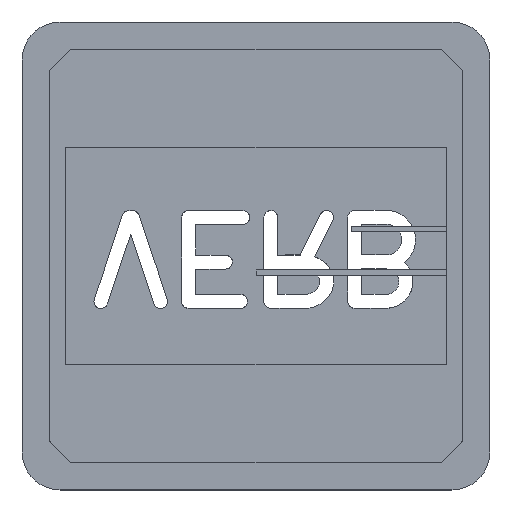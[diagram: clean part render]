
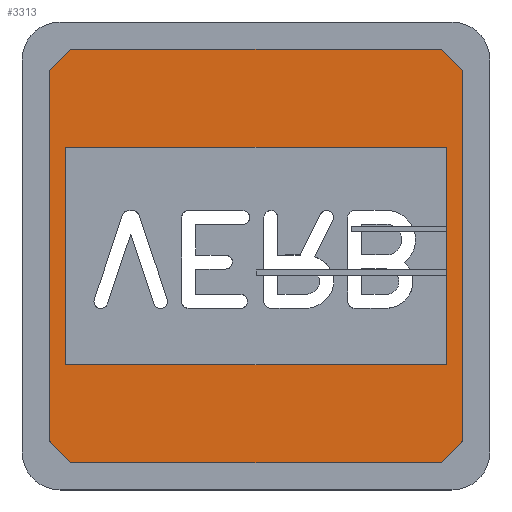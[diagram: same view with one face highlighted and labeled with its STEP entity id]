
A CAD part, top view. The second image highlights one B-rep face of the part: STEP entity #3313.
In plain terms, the highlighted planar face has unit normal (0, 0, 1).
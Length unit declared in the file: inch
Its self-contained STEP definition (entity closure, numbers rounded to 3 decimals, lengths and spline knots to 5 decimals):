
#129=FACE_BOUND('',#640,.T.);
#458=FACE_OUTER_BOUND('',#639,.T.);
#639=EDGE_LOOP('',(#2945,#2946,#2947,#2948,#2949,#2950,#2951,#2952));
#640=EDGE_LOOP('',(#2953,#2954,#2955,#2956));
#901=LINE('',#6129,#1205);
#904=LINE('',#6134,#1208);
#919=LINE('',#6170,#1223);
#922=LINE('',#6175,#1226);
#924=LINE('',#6179,#1228);
#926=LINE('',#6183,#1230);
#927=LINE('',#6186,#1231);
#929=LINE('',#6189,#1233);
#930=LINE('',#6192,#1234);
#932=LINE('',#6196,#1236);
#934=LINE('',#6200,#1238);
#936=LINE('',#6203,#1240);
#1205=VECTOR('',#3834,0.3937);
#1208=VECTOR('',#3839,0.3937);
#1223=VECTOR('',#3870,0.3937);
#1226=VECTOR('',#3875,0.3937);
#1228=VECTOR('',#3879,0.3937);
#1230=VECTOR('',#3883,0.3937);
#1231=VECTOR('',#3886,0.3937);
#1233=VECTOR('',#3890,0.3937);
#1234=VECTOR('',#3893,0.3937);
#1236=VECTOR('',#3897,0.3937);
#1238=VECTOR('',#3901,0.3937);
#1240=VECTOR('',#3905,0.3937);
#1534=VERTEX_POINT('',#6126);
#1535=VERTEX_POINT('',#6128);
#1536=VERTEX_POINT('',#6132);
#1548=VERTEX_POINT('',#6167);
#1549=VERTEX_POINT('',#6169);
#1550=VERTEX_POINT('',#6173);
#1551=VERTEX_POINT('',#6177);
#1552=VERTEX_POINT('',#6181);
#1553=VERTEX_POINT('',#6185);
#1554=VERTEX_POINT('',#6191);
#1555=VERTEX_POINT('',#6195);
#1556=VERTEX_POINT('',#6199);
#1993=EDGE_CURVE('',#1535,#1534,#901,.T.);
#1996=EDGE_CURVE('',#1534,#1536,#904,.T.);
#2013=EDGE_CURVE('',#1549,#1548,#919,.T.);
#2016=EDGE_CURVE('',#1548,#1550,#922,.T.);
#2018=EDGE_CURVE('',#1550,#1551,#924,.T.);
#2020=EDGE_CURVE('',#1551,#1552,#926,.T.);
#2021=EDGE_CURVE('',#1553,#1535,#927,.T.);
#2023=EDGE_CURVE('',#1536,#1553,#929,.T.);
#2024=EDGE_CURVE('',#1554,#1549,#930,.T.);
#2026=EDGE_CURVE('',#1555,#1554,#932,.T.);
#2028=EDGE_CURVE('',#1556,#1555,#934,.T.);
#2030=EDGE_CURVE('',#1552,#1556,#936,.T.);
#2945=ORIENTED_EDGE('',*,*,#2030,.T.);
#2946=ORIENTED_EDGE('',*,*,#2028,.T.);
#2947=ORIENTED_EDGE('',*,*,#2026,.T.);
#2948=ORIENTED_EDGE('',*,*,#2024,.T.);
#2949=ORIENTED_EDGE('',*,*,#2013,.T.);
#2950=ORIENTED_EDGE('',*,*,#2016,.T.);
#2951=ORIENTED_EDGE('',*,*,#2018,.T.);
#2952=ORIENTED_EDGE('',*,*,#2020,.T.);
#2953=ORIENTED_EDGE('',*,*,#2023,.T.);
#2954=ORIENTED_EDGE('',*,*,#2021,.T.);
#2955=ORIENTED_EDGE('',*,*,#1993,.T.);
#2956=ORIENTED_EDGE('',*,*,#1996,.T.);
#3153=PLANE('',#3443);
#3313=ADVANCED_FACE('',(#458,#129),#3153,.T.);
#3443=AXIS2_PLACEMENT_3D('',#6204,#3906,#3907);
#3834=DIRECTION('',(1.,0.,0.));
#3839=DIRECTION('',(0.,-1.,0.));
#3870=DIRECTION('',(0.707,0.707,0.));
#3875=DIRECTION('',(0.,1.,0.));
#3879=DIRECTION('',(-0.707,0.707,0.));
#3883=DIRECTION('',(-1.,0.,0.));
#3886=DIRECTION('',(0.,1.,0.));
#3890=DIRECTION('',(-1.,0.,0.));
#3893=DIRECTION('',(1.,0.,0.));
#3897=DIRECTION('',(0.707,-0.707,0.));
#3901=DIRECTION('',(0.,-1.,0.));
#3905=DIRECTION('',(-0.707,-0.707,0.));
#3906=DIRECTION('center_axis',(0.,0.,1.));
#3907=DIRECTION('ref_axis',(1.,0.,0.));
#6126=CARTESIAN_POINT('',(0.78,0.63,0.1));
#6128=CARTESIAN_POINT('',(0.08,0.63,0.1));
#6129=CARTESIAN_POINT('',(0.08,0.63,0.1));
#6132=CARTESIAN_POINT('',(0.78,0.23,0.1));
#6134=CARTESIAN_POINT('',(0.78,0.63,0.1));
#6167=CARTESIAN_POINT('',(0.81,0.09,0.1));
#6169=CARTESIAN_POINT('',(0.77,0.05,0.1));
#6170=CARTESIAN_POINT('',(0.81,0.09,0.1));
#6173=CARTESIAN_POINT('',(0.81,0.77,0.1));
#6175=CARTESIAN_POINT('',(0.81,0.77,0.1));
#6177=CARTESIAN_POINT('',(0.77,0.81,0.1));
#6179=CARTESIAN_POINT('',(0.77,0.81,0.1));
#6181=CARTESIAN_POINT('',(0.09,0.81,0.1));
#6183=CARTESIAN_POINT('',(0.09,0.81,0.1));
#6185=CARTESIAN_POINT('',(0.08,0.23,0.1));
#6186=CARTESIAN_POINT('',(0.08,0.23,0.1));
#6189=CARTESIAN_POINT('',(0.78,0.23,0.1));
#6191=CARTESIAN_POINT('',(0.09,0.05,0.1));
#6192=CARTESIAN_POINT('',(0.77,0.05,0.1));
#6195=CARTESIAN_POINT('',(0.05,0.09,0.1));
#6196=CARTESIAN_POINT('',(0.09,0.05,0.1));
#6199=CARTESIAN_POINT('',(0.05,0.77,0.1));
#6200=CARTESIAN_POINT('',(0.05,0.09,0.1));
#6203=CARTESIAN_POINT('',(0.09,0.81,0.1));
#6204=CARTESIAN_POINT('Origin',(0.43,0.43,0.1));
